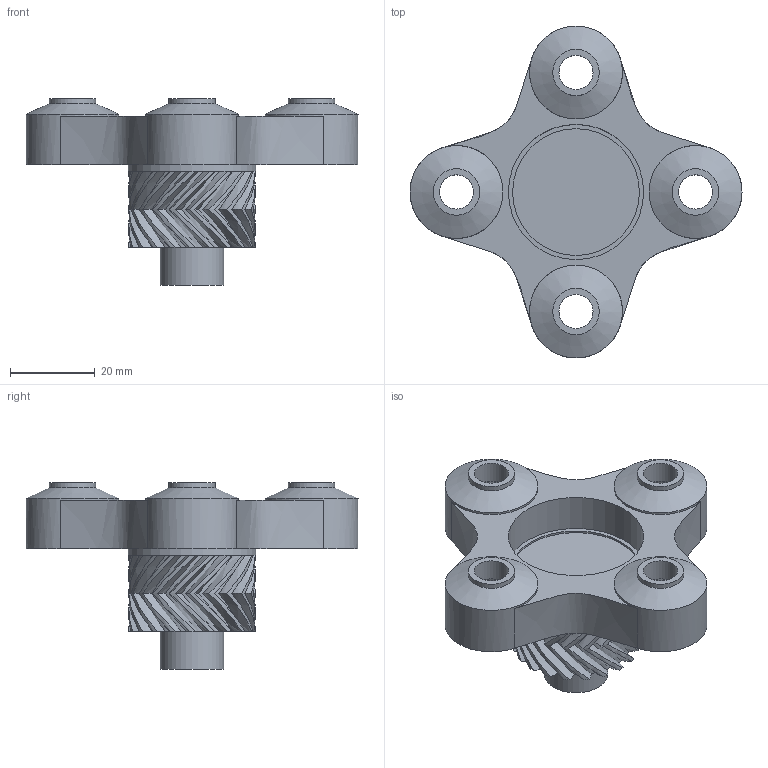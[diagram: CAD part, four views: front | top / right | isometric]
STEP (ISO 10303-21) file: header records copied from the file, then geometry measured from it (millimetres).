
FILE_DESCRIPTION(/* description */ (''),/* implementation_level */ '2;1');
FILE_NAME(/* name */ 'SunGearCarrier.step',/* time_stamp */ '2025-05-04T16:37:40+02:00',/* author */ (''),/* organization */ (''),/* preprocessor_version */ 'ST-DEVELOPER v20.1',/* originating_system */ 'Autodesk Translation Framework v14.4.0.0',/* authorisation */ '');
FILE_SCHEMA (('AUTOMOTIVE_DESIGN { 1 0 10303 214 3 1 1 }'));
Length unit declared in the file: millimetre
Products named in the file (1): SunGearCarrier
Bounding box: 78.57 x 78.57 x 44.2 mm (x, y, z)
Volume: 37463.6 mm3; surface area: 16217.3 mm2
Topology: 1 solids, 1 shells, 183 faces, 590 edges, 418 vertices
Faces by surface type: bspline 84, cylinder 56, plane 39, cone 4
Full cylindrical faces by diameter (mm): 8.1 x4, 11 x4, 15 x1, 22 x4, 30 x1, 30.284 x1, 32 x1
Entity records: 17143 total; most frequent: CARTESIAN_POINT 12828, ORIENTED_EDGE 1180, EDGE_CURVE 590, DIRECTION 544, VERTEX_POINT 418, B_SPLINE_CURVE_WITH_KNOTS 240, AXIS2_PLACEMENT_3D 222, EDGE_LOOP 200
